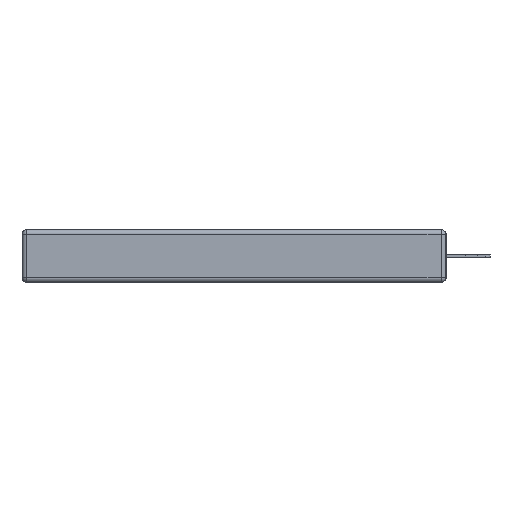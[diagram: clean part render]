
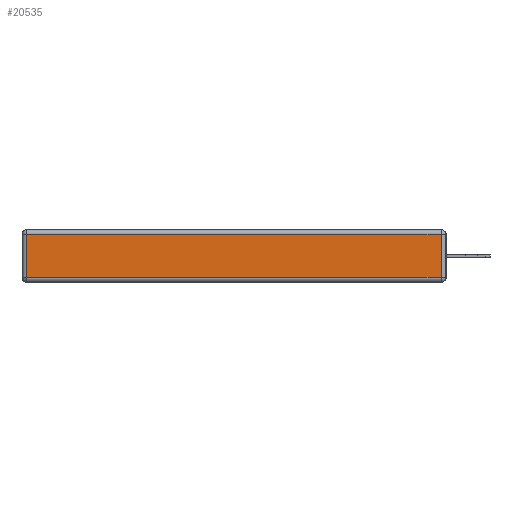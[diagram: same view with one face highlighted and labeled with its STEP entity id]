
A CAD part, left-side view. The second image highlights one B-rep face of the part: STEP entity #20535.
In plain terms, the highlighted planar face has unit normal (-1, 0, 0).
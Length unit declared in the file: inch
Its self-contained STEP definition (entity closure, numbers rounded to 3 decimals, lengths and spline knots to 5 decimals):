
#402 = EDGE_CURVE ( 'NONE', #19806, #15149, #19642, .T. ) ;
#1068 = CARTESIAN_POINT ( 'NONE',  ( 0., 2.72, -0.343 ) ) ;
#1487 = DIRECTION ( 'NONE',  ( 0., 0., 1. ) ) ;
#1720 = AXIS2_PLACEMENT_3D ( 'NONE', #27748, #25599, #4797 ) ;
#2542 = EDGE_LOOP ( 'NONE', ( #10703, #26566, #11664, #27716 ) ) ;
#2956 = FACE_OUTER_BOUND ( 'NONE', #2542, .T. ) ;
#3579 = DIRECTION ( 'NONE',  ( 0., 1., 0. ) ) ;
#4797 = DIRECTION ( 'NONE',  ( 0., 0., 1. ) ) ;
#6118 = VECTOR ( 'NONE', #3579, 39.37008 ) ;
#9538 = EDGE_CURVE ( 'NONE', #13248, #19806, #29286, .T. ) ;
#10703 = ORIENTED_EDGE ( 'NONE', *, *, #14861, .T. ) ;
#11534 = VECTOR ( 'NONE', #28728, 39.37008 ) ;
#11664 = ORIENTED_EDGE ( 'NONE', *, *, #402, .T. ) ;
#11875 = VECTOR ( 'NONE', #14323, 39.37008 ) ;
#12701 = CARTESIAN_POINT ( 'NONE',  ( 0., 2.75, -0.03 ) ) ;
#13248 = VERTEX_POINT ( 'NONE', #21403 ) ;
#14323 = DIRECTION ( 'NONE',  ( 0., -1., 0. ) ) ;
#14756 = VECTOR ( 'NONE', #1487, 39.37008 ) ;
#14861 = EDGE_CURVE ( 'NONE', #18290, #13248, #28430, .T. ) ;
#15149 = VERTEX_POINT ( 'NONE', #27041 ) ;
#15307 = CARTESIAN_POINT ( 'NONE',  ( 0., 2.72, -0.313 ) ) ;
#16614 = CARTESIAN_POINT ( 'NONE',  ( 0., 0.03, -0.03 ) ) ;
#17447 = LINE ( 'NONE', #1068, #11534 ) ;
#18290 = VERTEX_POINT ( 'NONE', #15307 ) ;
#18583 = PLANE ( 'NONE',  #1720 ) ;
#19642 = LINE ( 'NONE', #12701, #6118 ) ;
#19806 = VERTEX_POINT ( 'NONE', #16614 ) ;
#20535 = ADVANCED_FACE ( 'NONE', ( #2956 ), #18583, .T. ) ;
#20971 = CARTESIAN_POINT ( 'NONE',  ( 0., 0., -0.313 ) ) ;
#21403 = CARTESIAN_POINT ( 'NONE',  ( 0., 0.03, -0.313 ) ) ;
#23865 = EDGE_CURVE ( 'NONE', #15149, #18290, #17447, .T. ) ;
#24270 = CARTESIAN_POINT ( 'NONE',  ( 0., 0.03, -0.343 ) ) ;
#25599 = DIRECTION ( 'NONE',  ( -1., 0., 0. ) ) ;
#26566 = ORIENTED_EDGE ( 'NONE', *, *, #9538, .T. ) ;
#27041 = CARTESIAN_POINT ( 'NONE',  ( 0., 2.72, -0.03 ) ) ;
#27716 = ORIENTED_EDGE ( 'NONE', *, *, #23865, .T. ) ;
#27748 = CARTESIAN_POINT ( 'NONE',  ( 0., 0., -0.343 ) ) ;
#28430 = LINE ( 'NONE', #20971, #11875 ) ;
#28728 = DIRECTION ( 'NONE',  ( 0., 0., -1. ) ) ;
#29286 = LINE ( 'NONE', #24270, #14756 ) ;
